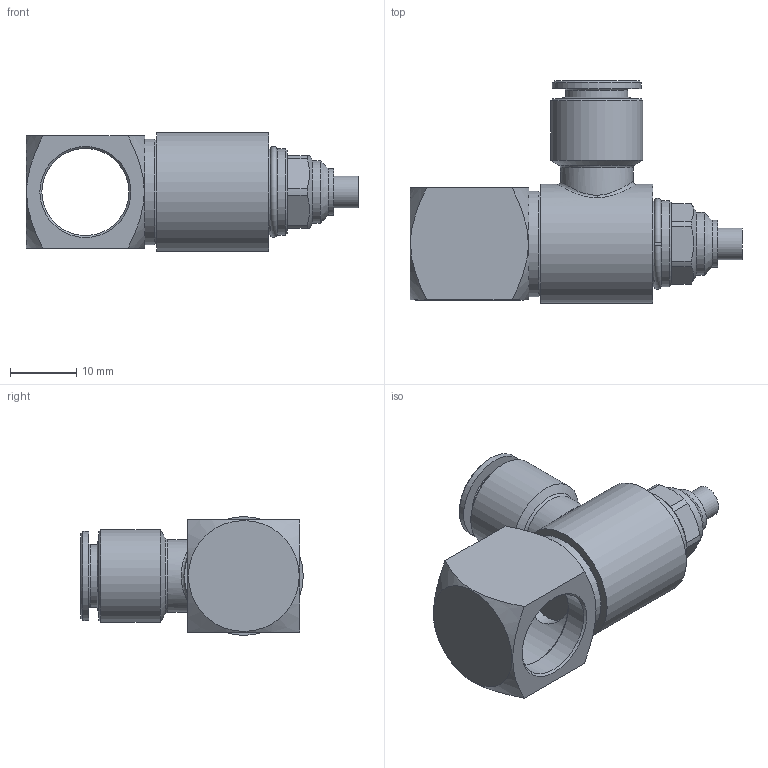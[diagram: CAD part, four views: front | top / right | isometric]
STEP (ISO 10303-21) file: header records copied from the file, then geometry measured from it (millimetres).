
FILE_DESCRIPTION(( 'MV.49.08.14.stp' ), '1');
FILE_NAME( 'MV.49.08.14.stp', '2019-06-20T08:08:03',( 'Sopra'),('sopra-pneumatic.com'), 'SwSTEP 2.0','SolidWorks 2009','' );
FILE_SCHEMA( ( 'CONFIG_CONTROL_DESIGN' ) );
Length unit declared in the file: millimetre
Products named in the file (3): 04390U42; 008-0042-1-solid1; NONE
Assembly tree (2 placements, depth 2):
  04390U42
    008-0042-1-solid1
    NONE
Bounding box: 50.3 x 33.7 x 18 mm (x, y, z)
Volume: 9542.7 mm3; surface area: 5191.7 mm2
Topology: 2 solids, 4 shells, 89 faces, 197 edges, 128 vertices
Faces by surface type: plane 35, cylinder 28, cone 22, torus 2, bspline 2
Full cylindrical faces by diameter (mm): 4.8 x1, 7.1 x1, 8.15 x1, 9.4 x1, 9.5 x1, 11 x1, 12 x1, 13.05 x2, 13.2 x2, 13.5 x1, 14 x2, 16 x1, 18 x1
Entity records: 3069 total; most frequent: CARTESIAN_POINT 1188, DIRECTION 362, ORIENTED_EDGE 316, EDGE_CURVE 158, AXIS2_PLACEMENT_3D 157, EDGE_LOOP 136, VERTEX_POINT 122, FACE_OUTER_BOUND 106
